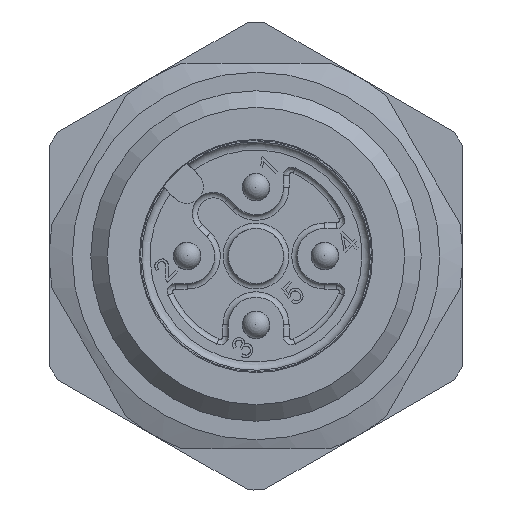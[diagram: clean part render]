
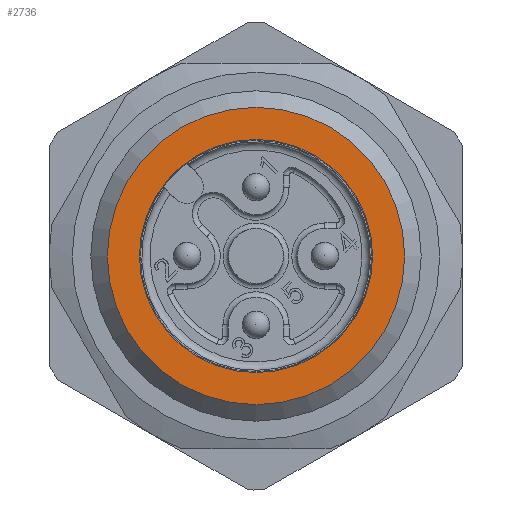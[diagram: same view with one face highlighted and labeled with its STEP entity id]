
A CAD part, left-side view. The second image highlights one B-rep face of the part: STEP entity #2736.
In plain terms, the highlighted planar face has unit normal (-1, 0, 0).
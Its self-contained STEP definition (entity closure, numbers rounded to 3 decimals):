
#762=PLANE('',#3414);
#918=EDGE_LOOP('',(#1199));
#919=EDGE_LOOP('',(#1200));
#1199=ORIENTED_EDGE('',*,*,#2111,.T.);
#1200=ORIENTED_EDGE('',*,*,#2109,.F.);
#2109=EDGE_CURVE('',#3090,#3090,#2565,.T.);
#2111=EDGE_CURVE('',#3092,#3092,#2567,.T.);
#2565=CIRCLE('',#3410,4.235);
#2567=CIRCLE('',#3413,5.4);
#2736=ADVANCED_FACE('',(#2961,#2962),#762,.T.);
#2961=FACE_BOUND('',#918,.T.);
#2962=FACE_BOUND('',#919,.T.);
#3090=VERTEX_POINT('',#4552);
#3092=VERTEX_POINT('',#4557);
#3410=AXIS2_PLACEMENT_3D('',#4551,#3732,#3733);
#3413=AXIS2_PLACEMENT_3D('',#4556,#3738,#3739);
#3414=AXIS2_PLACEMENT_3D('',#4558,#3740,#3741);
#3732=DIRECTION('',(-1.,0.,0.));
#3733=DIRECTION('',(0.,0.866,-0.5));
#3738=DIRECTION('',(-1.,0.,0.));
#3739=DIRECTION('',(0.,0.866,-0.5));
#3740=DIRECTION('',(-1.,0.,0.));
#3741=DIRECTION('',(0.,0.866,-0.5));
#4551=CARTESIAN_POINT('',(-0.5,0.,0.));
#4552=CARTESIAN_POINT('',(-0.5,3.668,-2.117));
#4556=CARTESIAN_POINT('',(-0.5,0.,0.));
#4557=CARTESIAN_POINT('',(-0.5,4.677,-2.7));
#4558=CARTESIAN_POINT('',(-0.5,-2.5,-4.33));
